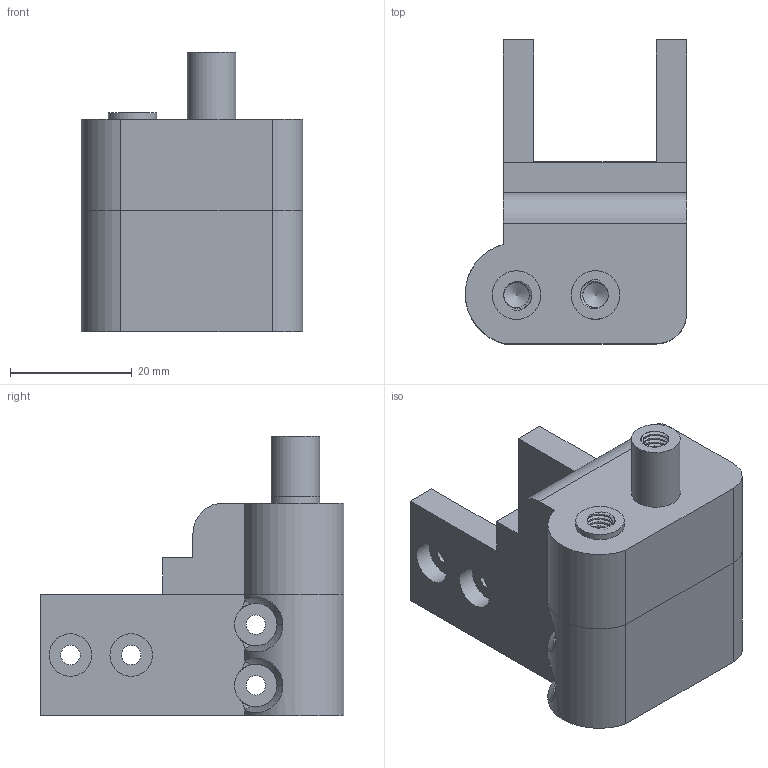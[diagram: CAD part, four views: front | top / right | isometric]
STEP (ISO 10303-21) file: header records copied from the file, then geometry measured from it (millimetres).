
FILE_DESCRIPTION(('FreeCAD Model'),'2;1');
FILE_NAME('Open CASCADE Shape Model','2023-07-05T02:21:08',('Author'),( ''),'Open CASCADE STEP processor 7.6','FreeCAD','Unknown');
FILE_SCHEMA(('AUTOMOTIVE_DESIGN { 1 0 10303 214 1 1 1 1 }'));
Products named in the file (1): idlerv3
Bounding box: 36.44 x 50 x 46 mm (x, y, z)
Volume: 26874 mm3; surface area: 11417.3 mm2
Topology: 1 solids, 1 shells, 235 faces, 502 edges, 278 vertices
Faces by surface type: bspline 127, cylinder 66, plane 40, cone 2
Full cylindrical faces by diameter (mm): 3.2 x8, 4.224 x37, 7 x8, 8 x2
Entity records: 39134 total; most frequent: CARTESIAN_POINT 30030, DIRECTION 1239, ORIENTED_EDGE 1000, PCURVE 1000, DEFINITIONAL_REPRESENTATION 1000, LINE 880, VECTOR 880, B_SPLINE_CURVE_WITH_KNOTS 522
